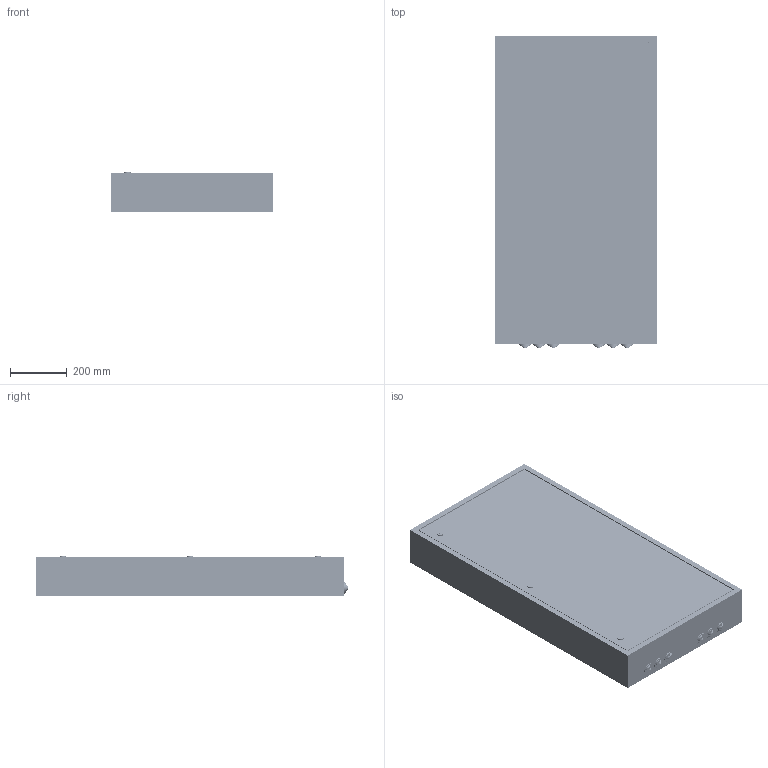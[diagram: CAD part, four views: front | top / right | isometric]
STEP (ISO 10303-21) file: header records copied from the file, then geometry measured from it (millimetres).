
FILE_DESCRIPTION (( 'STEP AP214' ), '1' );
FILE_NAME ('ÊÈÂÀ 223.00.00-16ÑÁ óïðîù.STEP', '2024-10-03T10:47:34', ( '' ), ( '' ), 'SwSTEP 2.0', 'SolidWorks 2022', '' );
FILE_SCHEMA (( 'AUTOMOTIVE_DESIGN' ));
Length unit declared in the file: millimetre
Products named in the file (1): КИВА 223.00.00-16СБ упрощ
Bounding box: 570 x 1098.01 x 143.5 mm (x, y, z)
Volume: 6650376.2 mm3; surface area: 5966428.4 mm2
Topology: 69 solids, 94 shells, 7357 faces, 20104 edges, 13331 vertices
Faces by surface type: plane 4927, cylinder 1729, cone 226, bspline 224, sphere 139, torus 112
Entity records: 331787 total; most frequent: CARTESIAN_POINT 62542, ORIENTED_EDGE 40164, DIRECTION 36944, EDGE_CURVE 20082, VECTOR 14252, LINE 14252, VERTEX_POINT 13328, AXIS2_PLACEMENT_3D 11346
